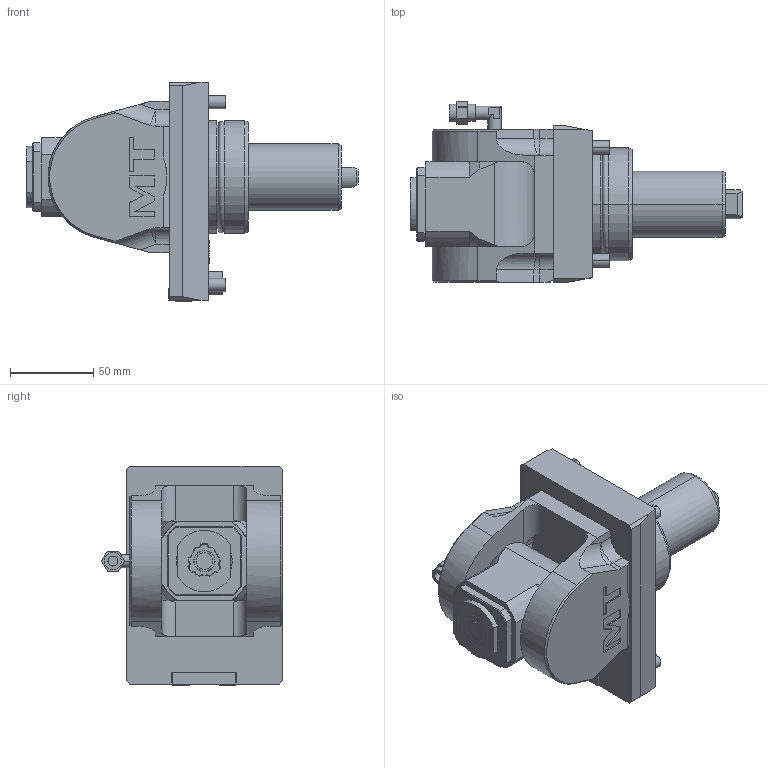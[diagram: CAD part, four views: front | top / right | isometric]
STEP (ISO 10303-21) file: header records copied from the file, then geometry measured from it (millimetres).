
FILE_DESCRIPTION((''),'2;1');
FILE_NAME('MZK1080316_CONF','2025-01-09T08:58:23',('fpalella'),('M.T. srl'),'CREO PARAMETRIC BY PTC INC, 2023352','CREO PARAMETRIC BY PTC INC, 2023352','');
FILE_SCHEMA(('CONFIG_CONTROL_DESIGN'));
Length unit declared in the file: millimetre
Products named in the file (1): MZK1080316_CONF
Bounding box: 199.76 x 108.87 x 132 mm (x, y, z)
Volume: 852607.7 mm3; surface area: 88327.1 mm2
Topology: 1 solids, 1 shells, 373 faces, 937 edges, 602 vertices
Faces by surface type: plane 171, cylinder 115, cone 50, torus 17, bspline 12, sphere 4, extrusion 4
Entity records: 12303 total; most frequent: CARTESIAN_POINT 3380, ORIENTED_EDGE 1874, DIRECTION 1796, EDGE_CURVE 937, AXIS2_PLACEMENT_3D 645, VERTEX_POINT 602, VECTOR 506, LINE 502
